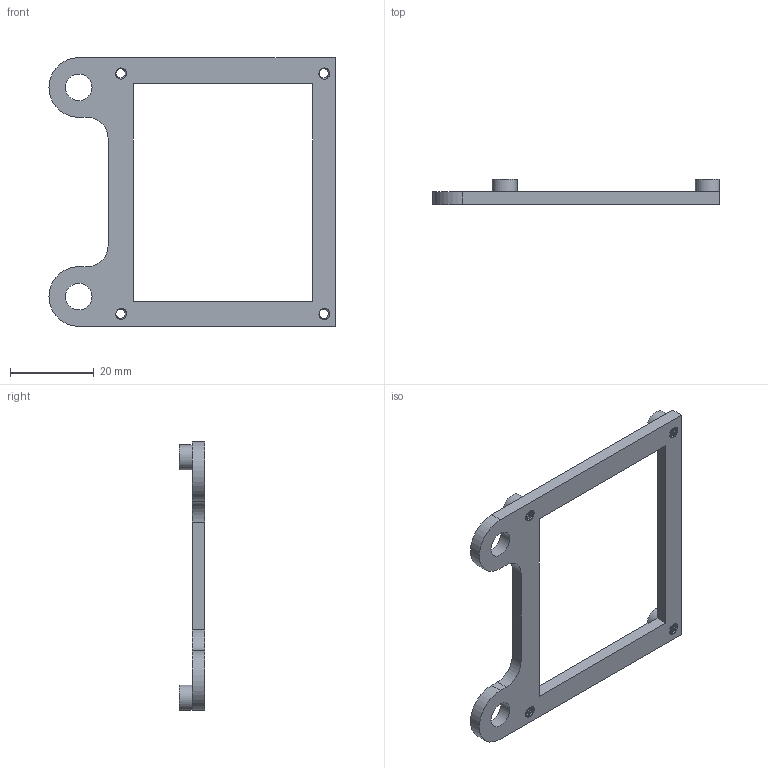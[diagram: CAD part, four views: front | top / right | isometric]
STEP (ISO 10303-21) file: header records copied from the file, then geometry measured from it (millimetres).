
FILE_DESCRIPTION(/* description */ (''),/* implementation_level */ '2;1');
FILE_NAME(/* name */ 'pi_frame_pegboard.step',/* time_stamp */ '2021-12-14T13:30:49-08:00',/* author */ (''),/* organization */ (''),/* preprocessor_version */ 'ST-DEVELOPER v18.1',/* originating_system */ 'Autodesk Translation Framework v10.10.0.1391',/* authorisation */ '');
FILE_SCHEMA (('AUTOMOTIVE_DESIGN { 1 0 10303 214 3 1 1 }'));
Length unit declared in the file: millimetre
Products named in the file (1): Pi Holder - pegboard
Bounding box: 68.43 x 6 x 64.26 mm (x, y, z)
Volume: 4900.9 mm3; surface area: 5131.6 mm2
Topology: 1 solids, 1 shells, 119 faces, 346 edges, 230 vertices
Faces by surface type: cylinder 94, plane 17, bspline 8
Full cylindrical faces by diameter (mm): 2.271 x16, 2.845 x24, 6 x2, 6.35 x2
Entity records: 9007 total; most frequent: CARTESIAN_POINT 6140, ORIENTED_EDGE 692, DIRECTION 432, EDGE_CURVE 346, VERTEX_POINT 230, B_SPLINE_CURVE_WITH_KNOTS 180, AXIS2_PLACEMENT_3D 154, EDGE_LOOP 134
